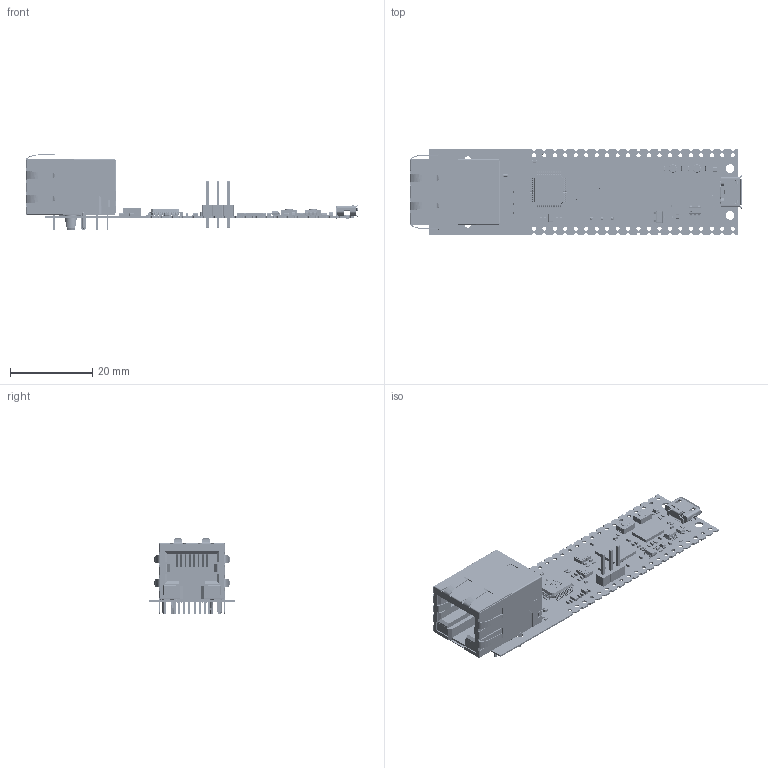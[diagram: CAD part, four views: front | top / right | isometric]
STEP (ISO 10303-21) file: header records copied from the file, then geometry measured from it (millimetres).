
FILE_DESCRIPTION(('Open CASCADE Model'),'2;1');
FILE_NAME('Open CASCADE Shape Model','2025-05-23T10:57:55',('Author'),( 'Open CASCADE'),'Open CASCADE STEP processor 6.8','Open CASCADE 6.8' ,'Unknown');
FILE_SCHEMA(('AUTOMOTIVE_DESIGN { 1 0 10303 214 1 1 1 1 }'));
Length unit declared in the file: millimetre
Products named in the file (151): PCB; Board; Open CASCADE STEP translator 6.8 1.1.1; Open CASCADE STEP translator 6.8 1.1.1.1; SW2; User_Library-pts820_15_pb; R33; RES_C1005X04N; R32; R31; C37; 0805_SMD_Capacitor; C36; CAPC1005X06; C35; P1; User_Library-MicroUSB-B_Molex_105017-0001; Q1; 6326783840; P2; 45855; LD2; LED-0603-GREEN; User_Library-LTST-C190GKT_Pad005; User_Library-LTST-C190GKT_Pad001; User_Library-LTST-C190GKT_Pad004; User_Library-LTST-C190GKT_Pad003; User_Library-LTST-C190GKT_Lens; User_Library-LTST-C190GKT_Pad; J3; PH03-3; D1; SOD-323F; SW3dPS-SOD-323F_Board5; SW3dPS-SOD-323F_Free-Models3; SW3dPS-SOD-323F_BODYSOD323F_3; SW3dPS-SOD-323F_Free-Models4; SW3dPS-SOD-323F_358340561; SW3dPS-SOD-323F_Extruded9; SW3dPS-SOD-323F_Board4 ...
Assembly tree (268 placements, depth 8):
  PCB
    Board
      Open CASCADE STEP translator 6.8 1.1.1
        Open CASCADE STEP translator 6.8 1.1.1.1
    SW2
      User_Library-pts820_15_pb
    R33
      RES_C1005X04N
    R32
      RES_C1005X04N
    R31
      RES_C1005X04N
    C37
      0805_SMD_Capacitor
    C36
      CAPC1005X06
    C35
      CAPC1005X06
    P1
      User_Library-MicroUSB-B_Molex_105017-0001
    Q1
      6326783840
    P2
      45855
      45855
      45855
      45855
      45855
      45855
      45855
    LD2
      LED-0603-GREEN
        User_Library-LTST-C190GKT_Pad005
        User_Library-LTST-C190GKT_Pad001
        User_Library-LTST-C190GKT_Pad004
        User_Library-LTST-C190GKT_Pad003
        User_Library-LTST-C190GKT_Lens
        User_Library-LTST-C190GKT_Pad
    J3
      PH03-3
    D1
      SOD-323F
        SW3dPS-SOD-323F_Board5
        SW3dPS-SOD-323F_Free-Models3
          SW3dPS-SOD-323F_BODYSOD323F_3  x2
            SW3dPS-SOD-323F_Free-Models4
              SW3dPS-SOD-323F_358340561
                SW3dPS-SOD-323F_Extruded9
            SW3dPS-SOD-323F_Board4
          SW3dPS-SOD-323F_358337361  x2
            SW3dPS-SOD-323F_Extruded8
          SW3dPS-SOD-323F_BODYSOD323F_4  x2
            SW3dPS-SOD-323F_Free-Models5
              SW3dPS-SOD-323F_358339793
                SW3dPS-SOD-323F_Extruded10
            SW3dPS-SOD-323F_Board3
          SW3dPS-SOD-323F_358338001
            SW3dPS-SOD-323F_Extruded7
          SW3dPS-SOD-323F_358337489
            SW3dPS-SOD-323F_Extruded6
Bounding box: 80.58 x 21 x 18.56 mm (x, y, z)
Volume: 2956.3 mm3; surface area: 11052.5 mm2
Topology: 168 solids, 168 shells, 10722 faces, 29502 edges, 18479 vertices
Faces by surface type: plane 4993, cylinder 3928, bspline 963, sphere 426, torus 392, cone 20
Full cylindrical faces by diameter (mm): 0.8 x4, 0.9 x8, 0.914 x3, 1 x40, 1.02 x4, 1.6 x2, 2.1 x2, 3.25 x2
Entity records: 125974 total; most frequent: CARTESIAN_POINT 26604, ORIENTED_EDGE 19084, DIRECTION 17919, EDGE_CURVE 9542, LINE 7163, VECTOR 7163, VERTEX_POINT 6192, AXIS2_PLACEMENT_3D 5378
